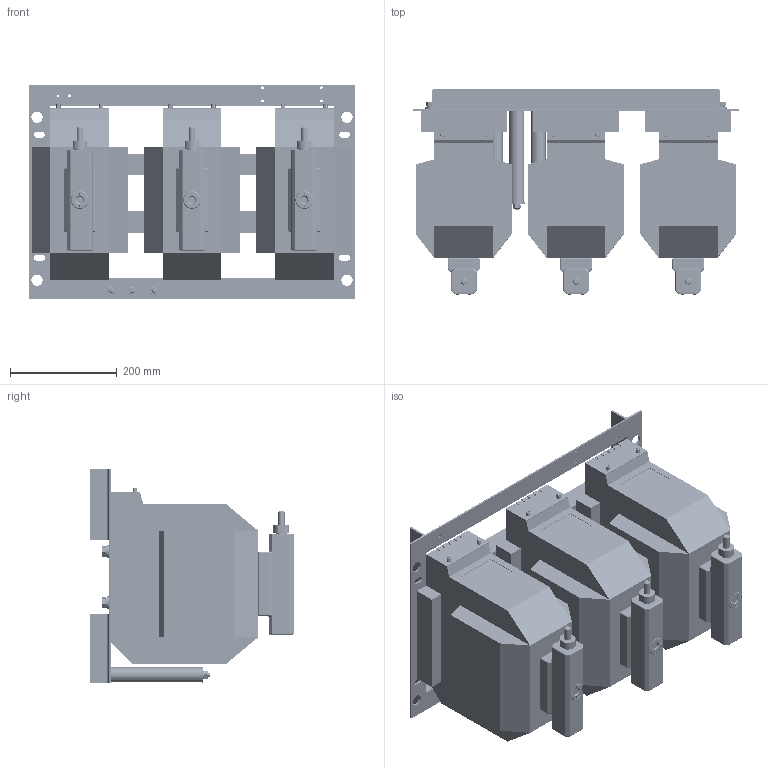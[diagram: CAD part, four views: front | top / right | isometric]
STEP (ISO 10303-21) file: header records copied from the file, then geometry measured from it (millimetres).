
FILE_DESCRIPTION(('STEP AP242'), '1');
FILE_NAME('ÝÊ.1.755.003 3õÇÍÎËÏ Ì2 Ò 3-6-10êÂ', '', ('UNSPECIFIED'), ('UNSPECIFIED'), 'ASCON STEP Converter 1.6', 'ASCON Math Kernel', '');
FILE_SCHEMA(('AP242_MANAGED_MODEL_BASED_3D_ENGINEERING_MIM_LF { 1 0 10303 442 1 1 4 }'));
Length unit declared in the file: millimetre
Products named in the file (34): 鎗鵻罻 楟.8.211.004
Assembly tree (97 placements, depth 5):
  (unnamed)
    (unnamed)
    (unnamed)  x3
    (unnamed)  x3
    (unnamed)  x12
    (unnamed)  x12
    (unnamed)  x12
    (unnamed)  x6
    (unnamed)  x6
    (unnamed)  x3
    (unnamed)  x3
      (unnamed)
      (unnamed)
      鎗鵻罻 楟.8.211.004
      (unnamed)
      (unnamed)
      (unnamed)
        (unnamed)
        (unnamed)
          (unnamed)
          (unnamed)
          (unnamed)
          (unnamed)
          (unnamed)
        (unnamed)
        (unnamed)
        (unnamed)
        (unnamed)
      (unnamed)
      (unnamed)
      (unnamed)
        (unnamed)
        (unnamed)
        (unnamed)
Bounding box: 610 x 383.5 x 400 mm (x, y, z)
Volume: 36810080.4 mm3; surface area: 2002596.7 mm2
Topology: 181 solids, 181 shells, 4875 faces, 11793 edges, 7456 vertices
Faces by surface type: plane 2492, cylinder 1633, cone 351, torus 249, sphere 87, bspline 63
Full cylindrical faces by diameter (mm): 0.007 x3, 2.5 x6, 4 x42, 4.134 x6, 4.917 x15, 5 x12, 6 x21, 6.4 x15, 6.8 x12, 6.917 x6, 7 x3, 8 x18, 8.2 x3, 8.376 x3, 8.4 x3, 8.95 x3, 9 x3, 10 x48, 10.106 x12, 10.5 x3, 11.16 x12, 12 x30, 12.114 x3, 13 x15, 14 x6, 15 x14, 17 x42, 17.2 x3, 17.294 x3, 17.5 x3
Entity records: 72003 total; most frequent: CARTESIAN_POINT 24999, DIRECTION 7165, ORIENTED_EDGE 6384, EDGE_CURVE 3192, AXIS2_PLACEMENT_3D 2720, VERTEX_POINT 2185, EDGE_LOOP 1757, LINE 1725
